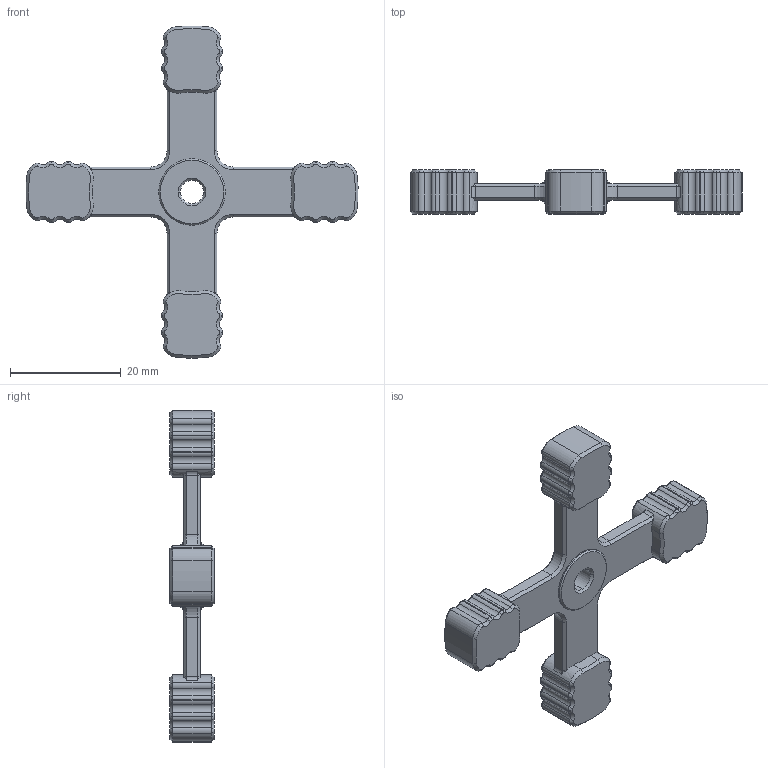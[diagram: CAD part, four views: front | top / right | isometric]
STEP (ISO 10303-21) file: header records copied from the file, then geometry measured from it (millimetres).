
FILE_DESCRIPTION(('FreeCAD Model'),'2;1');
FILE_NAME('Open CASCADE Shape Model','2025-01-06T10:05:55',(''),(''), 'Open CASCADE STEP processor 7.6','FreeCAD','Unknown');
FILE_SCHEMA(('AUTOMOTIVE_DESIGN { 1 0 10303 214 1 1 1 1 }'));
Length unit declared in the file: millimetre
Products named in the file (3): SM_STOPPER_NUT; SOLID; SHELL
Assembly tree (2 placements, depth 2):
  SM_STOPPER_NUT
    SOLID
    SHELL
Bounding box: 59.97 x 8 x 59.97 mm (x, y, z)
Volume: 5532.7 mm3; surface area: 3613.5 mm2
Topology: 1 solids, 2 shells, 428 faces, 1010 edges, 586 vertices
Faces by surface type: bspline 428
Entity records: 15182 total; most frequent: CARTESIAN_POINT 6319, ORIENTED_EDGE 2016, DIRECTION 1466, EDGE_CURVE 1010, VERTEX_POINT 586, LINE 512, VECTOR 512, AXIS2_PLACEMENT_3D 477
